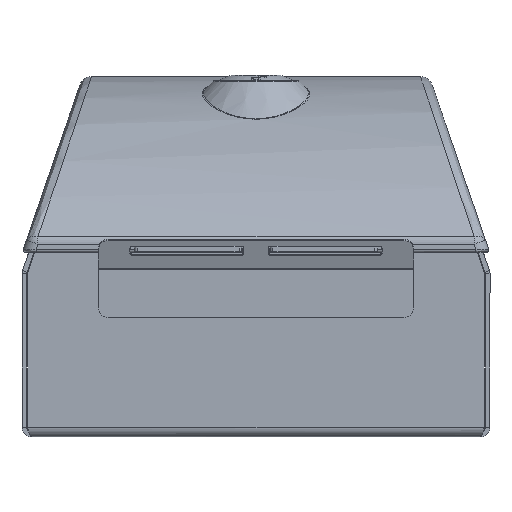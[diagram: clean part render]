
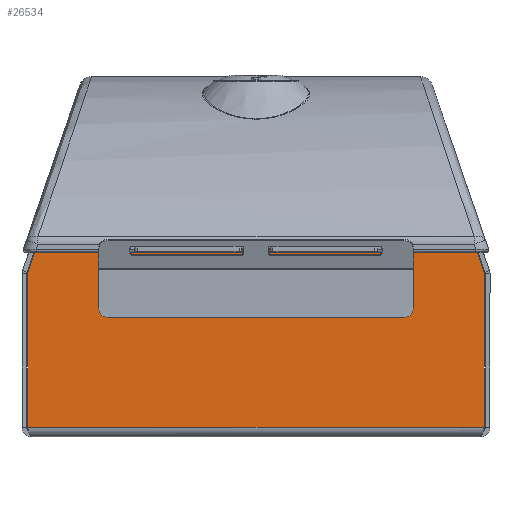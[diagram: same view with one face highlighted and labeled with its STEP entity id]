
A CAD part, front view. The second image highlights one B-rep face of the part: STEP entity #26534.
In plain terms, the highlighted planar face has unit normal (0, -1, 0).
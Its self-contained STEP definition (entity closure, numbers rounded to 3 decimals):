
#405 = DIRECTION ( 'NONE',  ( 0., 0., -1. ) ) ;
#772 = CARTESIAN_POINT ( 'NONE',  ( 31.55, -139.5, 49.3 ) ) ;
#1268 = DIRECTION ( 'NONE',  ( -0.328, 0., -0.945 ) ) ;
#2043 = CARTESIAN_POINT ( 'NONE',  ( 161.55, -139.5, 53.3 ) ) ;
#5509 = ORIENTED_EDGE ( 'NONE', *, *, #41344, .F. ) ;
#5622 = CIRCLE ( 'NONE', #71015, 1.7 ) ;
#5981 = DIRECTION ( 'NONE',  ( -1., 0., 0. ) ) ;
#6798 = VERTEX_POINT ( 'NONE', #44015 ) ;
#8412 = CARTESIAN_POINT ( 'NONE',  ( 170.787, -139.5, 125.284 ) ) ;
#8990 = VERTEX_POINT ( 'NONE', #64815 ) ;
#9244 = VECTOR ( 'NONE', #1268, 1000. ) ;
#9337 = DIRECTION ( 'NONE',  ( 1., 0., 0. ) ) ;
#9699 = EDGE_CURVE ( 'NONE', #42574, #9726, #29600, .T. ) ;
#9726 = VERTEX_POINT ( 'NONE', #17000 ) ;
#10651 = VECTOR ( 'NONE', #75636, 1000. ) ;
#10776 = CIRCLE ( 'NONE', #54784, 4. ) ;
#10830 = EDGE_CURVE ( 'NONE', #22973, #6798, #24057, .T. ) ;
#11475 = LINE ( 'NONE', #71685, #30703 ) ;
#11595 = VERTEX_POINT ( 'NONE', #27001 ) ;
#11763 = ORIENTED_EDGE ( 'NONE', *, *, #62047, .T. ) ;
#11785 = CARTESIAN_POINT ( 'NONE',  ( 157.55, -139.5, 53.3 ) ) ;
#12334 = CIRCLE ( 'NONE', #34916, 1.7 ) ;
#12591 = EDGE_CURVE ( 'NONE', #55191, #22973, #62338, .T. ) ;
#12985 = DIRECTION ( 'NONE',  ( 0., 1., 0. ) ) ;
#13045 = EDGE_CURVE ( 'NONE', #75482, #43168, #69700, .T. ) ;
#13294 = ORIENTED_EDGE ( 'NONE', *, *, #40115, .T. ) ;
#14341 = VERTEX_POINT ( 'NONE', #49615 ) ;
#14794 = CARTESIAN_POINT ( 'NONE',  ( 190.8, -139.5, 4. ) ) ;
#15992 = FACE_BOUND ( 'NONE', #51052, .T. ) ;
#16615 = DIRECTION ( 'NONE',  ( 0., 0., 1. ) ) ;
#17000 = CARTESIAN_POINT ( 'NONE',  ( 190.8, -139.5, 67.366 ) ) ;
#17401 = ORIENTED_EDGE ( 'NONE', *, *, #9699, .T. ) ;
#17549 = CARTESIAN_POINT ( 'NONE',  ( 31.55, -139.5, 69.036 ) ) ;
#22499 = DIRECTION ( 'NONE',  ( 0., 0., -1. ) ) ;
#22973 = VERTEX_POINT ( 'NONE', #77296 ) ;
#23304 = CARTESIAN_POINT ( 'NONE',  ( 31.55, -139.5, 49.3 ) ) ;
#23967 = DIRECTION ( 'NONE',  ( 0., 0., -1. ) ) ;
#24057 = LINE ( 'NONE', #66574, #34381 ) ;
#25657 = CARTESIAN_POINT ( 'NONE',  ( 2.3, -139.5, 4. ) ) ;
#25665 = VECTOR ( 'NONE', #16615, 1000. ) ;
#26534 = ADVANCED_FACE ( 'NONE', ( #15992, #71076 ), #64029, .T. ) ;
#27001 = CARTESIAN_POINT ( 'NONE',  ( 2.3, -139.5, 67.366 ) ) ;
#27165 = AXIS2_PLACEMENT_3D ( 'NONE', #48385, #12985, #405 ) ;
#28416 = CARTESIAN_POINT ( 'NONE',  ( 161.55, -139.5, 69.036 ) ) ;
#29600 = LINE ( 'NONE', #33972, #25665 ) ;
#29629 = CIRCLE ( 'NONE', #27165, 4. ) ;
#30703 = VECTOR ( 'NONE', #72077, 1000. ) ;
#32434 = DIRECTION ( 'NONE',  ( -0.328, 0., 0.945 ) ) ;
#32563 = CARTESIAN_POINT ( 'NONE',  ( 35.55, -139.5, 49.3 ) ) ;
#32604 = EDGE_CURVE ( 'NONE', #56315, #75482, #51621, .T. ) ;
#33972 = CARTESIAN_POINT ( 'NONE',  ( 190.8, -139.5, 67.366 ) ) ;
#34252 = EDGE_LOOP ( 'NONE', ( #11763, #13294, #17401, #40712, #77462, #39957, #53284, #65305 ) ) ;
#34381 = VECTOR ( 'NONE', #5981, 1000. ) ;
#34916 = AXIS2_PLACEMENT_3D ( 'NONE', #37403, #54317, #66531 ) ;
#35801 = DIRECTION ( 'NONE',  ( 0., 1., 0. ) ) ;
#35916 = DIRECTION ( 'NONE',  ( 1., 0., 0. ) ) ;
#36568 = CARTESIAN_POINT ( 'NONE',  ( 190.706, -139.5, 67.924 ) ) ;
#37403 = CARTESIAN_POINT ( 'NONE',  ( 4., -139.5, 67.366 ) ) ;
#37797 = EDGE_CURVE ( 'NONE', #71878, #11595, #12334, .T. ) ;
#39957 = ORIENTED_EDGE ( 'NONE', *, *, #10830, .T. ) ;
#40115 = EDGE_CURVE ( 'NONE', #43084, #42574, #44355, .T. ) ;
#40183 = VECTOR ( 'NONE', #9337, 1000. ) ;
#40712 = ORIENTED_EDGE ( 'NONE', *, *, #62823, .T. ) ;
#41344 = EDGE_CURVE ( 'NONE', #56315, #8990, #74334, .T. ) ;
#41901 = CARTESIAN_POINT ( 'NONE',  ( 2.394, -139.5, 67.924 ) ) ;
#42016 = VECTOR ( 'NONE', #32434, 1000. ) ;
#42574 = VERTEX_POINT ( 'NONE', #14794 ) ;
#42575 = VECTOR ( 'NONE', #49546, 1000. ) ;
#43084 = VERTEX_POINT ( 'NONE', #25657 ) ;
#43168 = VERTEX_POINT ( 'NONE', #2043 ) ;
#44015 = CARTESIAN_POINT ( 'NONE',  ( 5.824, -139.5, 77.8 ) ) ;
#44355 = LINE ( 'NONE', #51053, #40183 ) ;
#44458 = ORIENTED_EDGE ( 'NONE', *, *, #65731, .F. ) ;
#47143 = CARTESIAN_POINT ( 'NONE',  ( 31.55, -139.5, 69.036 ) ) ;
#47829 = ORIENTED_EDGE ( 'NONE', *, *, #32604, .T. ) ;
#48385 = CARTESIAN_POINT ( 'NONE',  ( 35.55, -139.5, 53.3 ) ) ;
#48446 = EDGE_CURVE ( 'NONE', #6798, #71878, #56715, .T. ) ;
#48470 = LINE ( 'NONE', #23304, #57433 ) ;
#49546 = DIRECTION ( 'NONE',  ( 0., 0., -1. ) ) ;
#49615 = CARTESIAN_POINT ( 'NONE',  ( 157.55, -139.5, 49.3 ) ) ;
#50818 = CARTESIAN_POINT ( 'NONE',  ( 2.394, -139.5, 67.924 ) ) ;
#51052 = EDGE_LOOP ( 'NONE', ( #5509, #47829, #73792, #60979, #44458, #52384 ) ) ;
#51053 = CARTESIAN_POINT ( 'NONE',  ( 4., -139.5, 4. ) ) ;
#51621 = LINE ( 'NONE', #47143, #63214 ) ;
#52384 = ORIENTED_EDGE ( 'NONE', *, *, #72348, .T. ) ;
#52405 = CARTESIAN_POINT ( 'NONE',  ( 189.1, -139.5, 67.366 ) ) ;
#53284 = ORIENTED_EDGE ( 'NONE', *, *, #48446, .T. ) ;
#53348 = DIRECTION ( 'NONE',  ( 0., -1., 0. ) ) ;
#54317 = DIRECTION ( 'NONE',  ( 0., -1., 0. ) ) ;
#54784 = AXIS2_PLACEMENT_3D ( 'NONE', #11785, #35801, #23967 ) ;
#55191 = VERTEX_POINT ( 'NONE', #36568 ) ;
#56315 = VERTEX_POINT ( 'NONE', #17549 ) ;
#56715 = LINE ( 'NONE', #50818, #9244 ) ;
#57433 = VECTOR ( 'NONE', #35916, 1000. ) ;
#58890 = CARTESIAN_POINT ( 'NONE',  ( 4., -139.5, 67.366 ) ) ;
#60979 = ORIENTED_EDGE ( 'NONE', *, *, #64223, .T. ) ;
#62047 = EDGE_CURVE ( 'NONE', #11595, #43084, #11475, .T. ) ;
#62338 = LINE ( 'NONE', #8412, #42016 ) ;
#62823 = EDGE_CURVE ( 'NONE', #9726, #55191, #5622, .T. ) ;
#63214 = VECTOR ( 'NONE', #71160, 1000. ) ;
#63418 = CARTESIAN_POINT ( 'NONE',  ( 161.55, -139.5, 49.3 ) ) ;
#64029 = PLANE ( 'NONE',  #74237 ) ;
#64223 = EDGE_CURVE ( 'NONE', #43168, #14341, #10776, .T. ) ;
#64815 = CARTESIAN_POINT ( 'NONE',  ( 31.55, -139.5, 53.3 ) ) ;
#65305 = ORIENTED_EDGE ( 'NONE', *, *, #37797, .T. ) ;
#65731 = EDGE_CURVE ( 'NONE', #73905, #14341, #48470, .T. ) ;
#66531 = DIRECTION ( 'NONE',  ( 0., 0., -1. ) ) ;
#66574 = CARTESIAN_POINT ( 'NONE',  ( 4., -139.5, 77.8 ) ) ;
#69700 = LINE ( 'NONE', #63418, #10651 ) ;
#71015 = AXIS2_PLACEMENT_3D ( 'NONE', #52405, #76445, #22499 ) ;
#71076 = FACE_OUTER_BOUND ( 'NONE', #34252, .T. ) ;
#71160 = DIRECTION ( 'NONE',  ( 1., 0., 0. ) ) ;
#71685 = CARTESIAN_POINT ( 'NONE',  ( 2.3, -139.5, 67.366 ) ) ;
#71878 = VERTEX_POINT ( 'NONE', #41901 ) ;
#72077 = DIRECTION ( 'NONE',  ( 0., 0., -1. ) ) ;
#72348 = EDGE_CURVE ( 'NONE', #73905, #8990, #29629, .T. ) ;
#73792 = ORIENTED_EDGE ( 'NONE', *, *, #13045, .T. ) ;
#73905 = VERTEX_POINT ( 'NONE', #32563 ) ;
#74237 = AXIS2_PLACEMENT_3D ( 'NONE', #58890, #53348, #77388 ) ;
#74334 = LINE ( 'NONE', #772, #42575 ) ;
#75482 = VERTEX_POINT ( 'NONE', #28416 ) ;
#75636 = DIRECTION ( 'NONE',  ( 0., 0., -1. ) ) ;
#76445 = DIRECTION ( 'NONE',  ( 0., -1., 0. ) ) ;
#77296 = CARTESIAN_POINT ( 'NONE',  ( 187.276, -139.5, 77.8 ) ) ;
#77388 = DIRECTION ( 'NONE',  ( 0., 0., -1. ) ) ;
#77462 = ORIENTED_EDGE ( 'NONE', *, *, #12591, .T. ) ;
